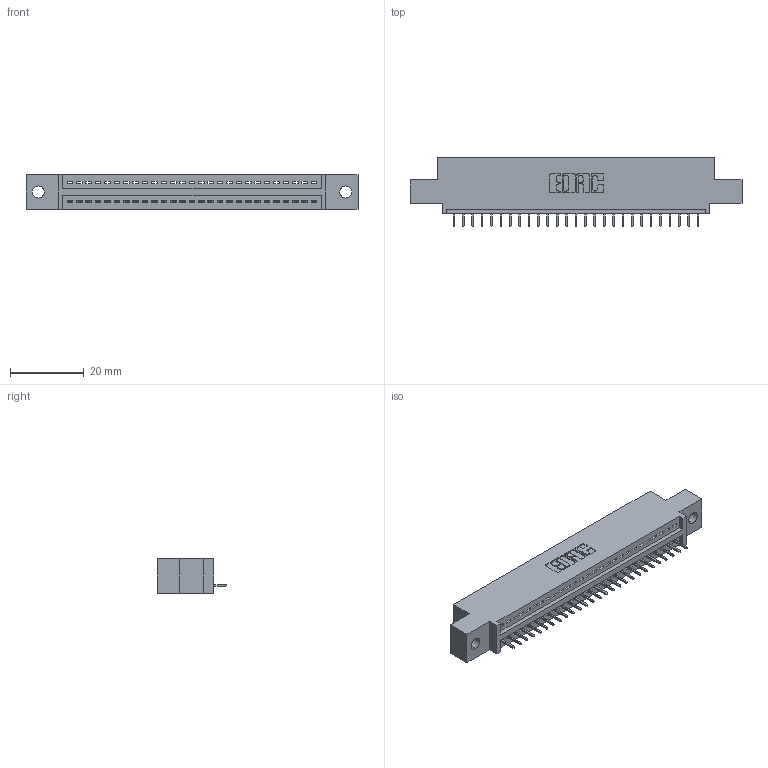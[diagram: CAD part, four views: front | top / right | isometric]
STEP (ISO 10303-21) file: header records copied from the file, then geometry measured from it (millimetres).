
FILE_DESCRIPTION (( 'STEP AP203' ), '1' );
FILE_NAME ('345-027-525-402.STEP', '2020-09-19T10:23:17', ( '' ), ( '' ), 'SwSTEP 2.0', 'SolidWorks 2020', '' );
FILE_SCHEMA (( 'CONFIG_CONTROL_DESIGN' ));
Length unit declared in the file: inch
Products named in the file (3): 345-027-525-402; 345 Part_0.110 Offset - 0.128 Dia; 345-292-001_345-293-125
Assembly tree (28 placements, depth 2):
  345-027-525-402
    345 Part_0.110 Offset - 0.128 Dia
    345-292-001_345-293-125  x27
Bounding box: 89.79 x 18.72 x 9.4 mm (x, y, z)
Volume: 8185.1 mm3; surface area: 10116.1 mm2
Topology: 28 solids, 28 shells, 1804 faces, 5213 edges, 3366 vertices
Faces by surface type: plane 1326, cylinder 478
Entity records: 22549 total; most frequent: CARTESIAN_POINT 3913, ORIENTED_EDGE 3874, DIRECTION 3439, EDGE_CURVE 1937, LINE 1701, VECTOR 1701, VERTEX_POINT 1286, AXIS2_PLACEMENT_3D 869
